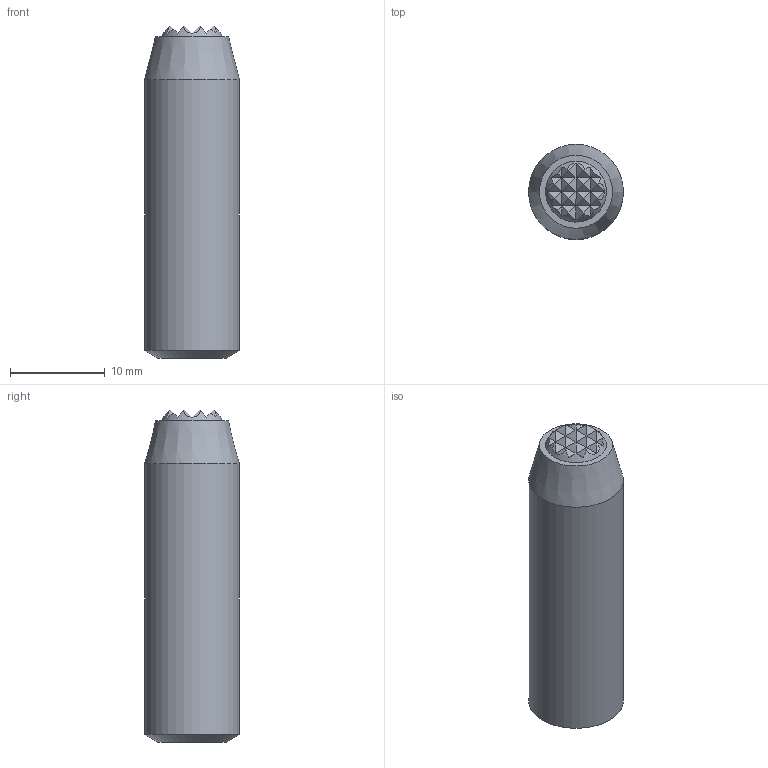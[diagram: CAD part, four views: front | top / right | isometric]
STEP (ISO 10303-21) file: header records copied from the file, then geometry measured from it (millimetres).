
FILE_DESCRIPTION( ( 'Unknown' ), '1' );
FILE_NAME( 'PT16C-1035.stp', 'Unknown', ( 'Unknown' ), ( 'Unknown' ), 'PSStep 17.0.49', 'Unknown', ' ' );
FILE_SCHEMA( ( 'AUTOMOTIVE_DESIGN { 1 0 10303 214 1 1 1 1 }' ) );
Length unit declared in the file: millimetre
Products named in the file (1): 1
Bounding box: 10 x 10 x 35 mm (x, y, z)
Volume: 2490.3 mm3; surface area: 1247 mm2
Topology: 1 solids, 1 shells, 91 faces, 178 edges, 90 vertices
Faces by surface type: plane 86, cone 3, sphere 1, cylinder 1
Full cylindrical faces by diameter (mm): 10 x1
Entity records: 2920 total; most frequent: DIRECTION 406, CARTESIAN_POINT 352, ORIENTED_EDGE 342, EDGE_CURVE 171, AXIS2_PLACEMENT_3D 143, LINE 120, VECTOR 120, EDGE_LOOP 97
